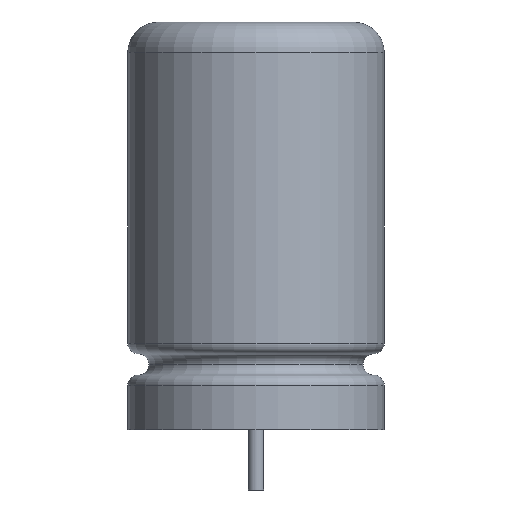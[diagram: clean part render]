
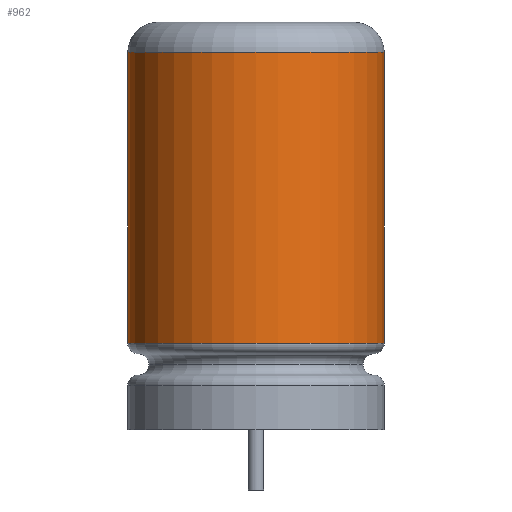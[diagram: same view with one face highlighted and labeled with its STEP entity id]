
A CAD part, left-side view. The second image highlights one B-rep face of the part: STEP entity #962.
In plain terms, the highlighted cylindrical face has radius 4.25 mm (diameter 8.5 mm), a partial arc.
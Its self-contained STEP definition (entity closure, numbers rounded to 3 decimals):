
#707 = CARTESIAN_POINT ( 'NONE',  ( 0., -4.25, 12.5 ) ) ;
#708 = VERTEX_POINT ( 'NONE', #707 ) ;
#709 = CARTESIAN_POINT ( 'NONE',  ( 0., 4.25, 12.5 ) ) ;
#710 = VERTEX_POINT ( 'NONE', #709 ) ;
#711 = CARTESIAN_POINT ( 'NONE',  ( 0., 0., 12.5 ) ) ;
#712 = DIRECTION ( 'NONE',  ( 0., 0., -1. ) ) ;
#713 = DIRECTION ( 'NONE',  ( 0., 1., 0. ) ) ;
#714 = AXIS2_PLACEMENT_3D ( 'NONE', #711, #712, #713 ) ;
#715 = CIRCLE ( 'NONE', #714, 4.25) ;
#716 = EDGE_CURVE ( 'NONE', #708, #710, #715, .T. ) ;
#869 = CARTESIAN_POINT ( 'NONE',  ( 0., 4.25, 2.86 ) ) ;
#870 = VERTEX_POINT ( 'NONE', #869 ) ;
#871 = CARTESIAN_POINT ( 'NONE',  ( 0., -4.25, 2.86 ) ) ;
#872 = VERTEX_POINT ( 'NONE', #871 ) ;
#873 = CARTESIAN_POINT ( 'NONE',  ( 0., 0., 2.86 ) ) ;
#874 = DIRECTION ( 'NONE',  ( 0., 0., 1. ) ) ;
#875 = DIRECTION ( 'NONE',  ( 0., -1., 0. ) ) ;
#876 = AXIS2_PLACEMENT_3D ( 'NONE', #873, #874, #875 ) ;
#877 = CIRCLE ( 'NONE', #876, 4.25) ;
#878 = EDGE_CURVE ( 'NONE', #870, #872, #877, .T. ) ;
#941 = ORIENTED_EDGE ( 'NONE', *, *, #716, .T. ) ;
#942 = CARTESIAN_POINT ( 'NONE',  ( 0., 4.25, 0. ) ) ;
#943 = DIRECTION ( 'NONE',  ( 0., 0., -1. ) ) ;
#944 = VECTOR ( 'NONE', #943, 1000. ) ;
#945 = LINE ( 'NONE', #942, #944 ) ;
#946 = EDGE_CURVE ( 'NONE', #710, #870, #945, .T. ) ;
#947 = ORIENTED_EDGE ( 'NONE', *, *, #946, .T. ) ;
#948 = ORIENTED_EDGE ( 'NONE', *, *, #878, .T. ) ;
#949 = CARTESIAN_POINT ( 'NONE',  ( 0., -4.25, 0. ) ) ;
#950 = DIRECTION ( 'NONE',  ( 0., 0., -1. ) ) ;
#951 = VECTOR ( 'NONE', #950, 1000. ) ;
#952 = LINE ( 'NONE', #949, #951 ) ;
#953 = EDGE_CURVE ( 'NONE', #708, #872, #952, .T. ) ;
#954 = ORIENTED_EDGE ( 'NONE', *, *, #953, .F. ) ;
#955 = EDGE_LOOP ( 'NONE', ( #941, #947, #948, #954 ) ) ;
#956 = FACE_OUTER_BOUND ( 'NONE', #955, .T. ) ;
#957 = CARTESIAN_POINT ( 'NONE',  ( 0., 0., 0. ) ) ;
#958 = DIRECTION ( 'NONE',  ( 0., 0., -1. ) ) ;
#959 = DIRECTION ( 'NONE',  ( 0., -1., 0. ) ) ;
#960 = AXIS2_PLACEMENT_3D ( 'NONE', #957, #958, #959 ) ;
#961 = CYLINDRICAL_SURFACE ( 'NONE', #960, 4.25) ;
#962 = ADVANCED_FACE ( 'NONE', ( #956 ), #961, .T. ) ;
